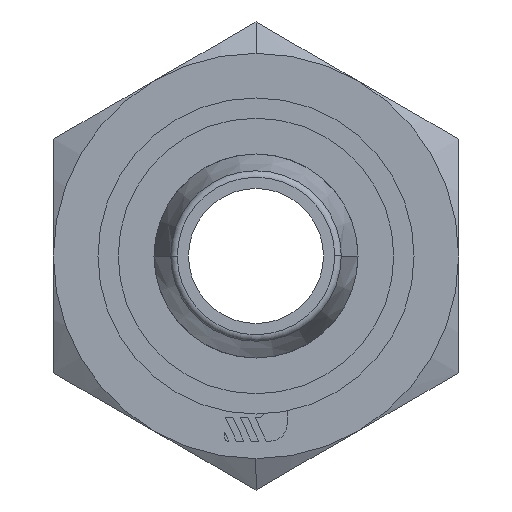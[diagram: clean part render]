
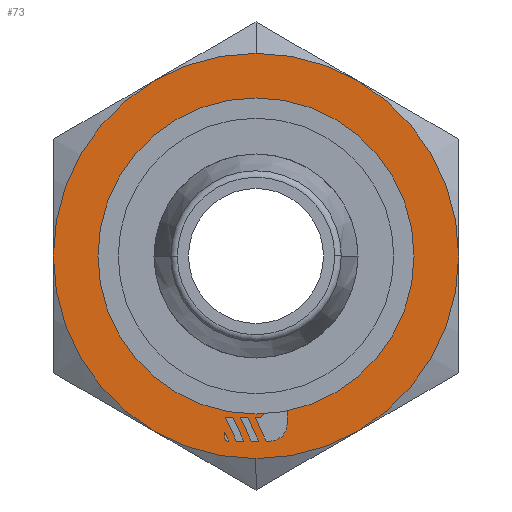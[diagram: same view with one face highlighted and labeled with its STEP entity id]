
A CAD part, front view. The second image highlights one B-rep face of the part: STEP entity #73.
In plain terms, the highlighted planar face has unit normal (0, -1, 0).
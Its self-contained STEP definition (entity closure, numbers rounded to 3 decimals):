
#73=ADVANCED_FACE('',(#228,#229,#230,#231,#232,#233),#234,.F.);
#228=FACE_OUTER_BOUND('',#491,.T.);
#229=FACE_BOUND('',#492,.T.);
#230=FACE_BOUND('',#493,.T.);
#231=FACE_BOUND('',#494,.T.);
#232=FACE_BOUND('',#495,.T.);
#233=FACE_BOUND('',#496,.T.);
#234=PLANE('',#497);
#491=EDGE_LOOP('',(#881,#882,#883,#884,#885,#886,#887,#888));
#492=EDGE_LOOP('',(#889,#890));
#493=EDGE_LOOP('',(#891,#892,#893,#894,#895,#896,#897,#898,#899,#900));
#494=EDGE_LOOP('',(#901,#902,#903,#904));
#495=EDGE_LOOP('',(#905,#906,#907,#908));
#496=EDGE_LOOP('',(#909,#910,#911,#912));
#497=AXIS2_PLACEMENT_3D('',#913,#914,#915);
#881=ORIENTED_EDGE('',*,*,#1696,.F.);
#882=ORIENTED_EDGE('',*,*,#1697,.F.);
#883=ORIENTED_EDGE('',*,*,#1698,.T.);
#884=ORIENTED_EDGE('',*,*,#1661,.T.);
#885=ORIENTED_EDGE('',*,*,#1699,.F.);
#886=ORIENTED_EDGE('',*,*,#1700,.F.);
#887=ORIENTED_EDGE('',*,*,#1663,.T.);
#888=ORIENTED_EDGE('',*,*,#1701,.T.);
#889=ORIENTED_EDGE('',*,*,#1702,.F.);
#890=ORIENTED_EDGE('',*,*,#1703,.F.);
#891=ORIENTED_EDGE('',*,*,#1704,.F.);
#892=ORIENTED_EDGE('',*,*,#1705,.F.);
#893=ORIENTED_EDGE('',*,*,#1706,.F.);
#894=ORIENTED_EDGE('',*,*,#1707,.F.);
#895=ORIENTED_EDGE('',*,*,#1708,.T.);
#896=ORIENTED_EDGE('',*,*,#1709,.F.);
#897=ORIENTED_EDGE('',*,*,#1710,.F.);
#898=ORIENTED_EDGE('',*,*,#1711,.F.);
#899=ORIENTED_EDGE('',*,*,#1712,.F.);
#900=ORIENTED_EDGE('',*,*,#1713,.F.);
#901=ORIENTED_EDGE('',*,*,#1714,.F.);
#902=ORIENTED_EDGE('',*,*,#1715,.F.);
#903=ORIENTED_EDGE('',*,*,#1716,.F.);
#904=ORIENTED_EDGE('',*,*,#1717,.F.);
#905=ORIENTED_EDGE('',*,*,#1718,.F.);
#906=ORIENTED_EDGE('',*,*,#1719,.F.);
#907=ORIENTED_EDGE('',*,*,#1720,.F.);
#908=ORIENTED_EDGE('',*,*,#1721,.F.);
#909=ORIENTED_EDGE('',*,*,#1722,.F.);
#910=ORIENTED_EDGE('',*,*,#1723,.F.);
#911=ORIENTED_EDGE('',*,*,#1724,.F.);
#912=ORIENTED_EDGE('',*,*,#1725,.F.);
#913=CARTESIAN_POINT('',(0.0,0.5,0.0));
#914=DIRECTION('',(0.0,1.0,0.0));
#915=DIRECTION('',(-1.0,0.0,0.0));
#1661=EDGE_CURVE('',#1980,#1982,#1984,.T.);
#1663=EDGE_CURVE('',#1988,#1985,#1989,.T.);
#1696=EDGE_CURVE('',#2044,#2045,#2046,.T.);
#1697=EDGE_CURVE('',#2047,#2044,#2048,.T.);
#1698=EDGE_CURVE('',#2047,#1980,#2049,.T.);
#1699=EDGE_CURVE('',#2050,#1982,#2051,.T.);
#1700=EDGE_CURVE('',#1988,#2050,#2052,.T.);
#1701=EDGE_CURVE('',#1985,#2045,#2053,.T.);
#1702=EDGE_CURVE('',#2054,#2055,#2056,.T.);
#1703=EDGE_CURVE('',#2055,#2054,#2057,.T.);
#1704=EDGE_CURVE('',#2058,#2059,#2060,.T.);
#1705=EDGE_CURVE('',#2061,#2058,#2062,.T.);
#1706=EDGE_CURVE('',#2063,#2061,#2064,.T.);
#1707=EDGE_CURVE('',#2065,#2063,#2066,.T.);
#1708=EDGE_CURVE('',#2065,#2067,#2068,.T.);
#1709=EDGE_CURVE('',#2069,#2067,#2070,.T.);
#1710=EDGE_CURVE('',#2071,#2069,#2072,.T.);
#1711=EDGE_CURVE('',#2073,#2071,#2074,.T.);
#1712=EDGE_CURVE('',#2075,#2073,#2076,.T.);
#1713=EDGE_CURVE('',#2059,#2075,#2077,.T.);
#1714=EDGE_CURVE('',#2078,#2079,#2080,.T.);
#1715=EDGE_CURVE('',#2081,#2078,#2082,.T.);
#1716=EDGE_CURVE('',#2083,#2081,#2084,.T.);
#1717=EDGE_CURVE('',#2079,#2083,#2085,.T.);
#1718=EDGE_CURVE('',#2086,#2087,#2088,.T.);
#1719=EDGE_CURVE('',#2089,#2086,#2090,.T.);
#1720=EDGE_CURVE('',#2091,#2089,#2092,.T.);
#1721=EDGE_CURVE('',#2087,#2091,#2093,.T.);
#1722=EDGE_CURVE('',#2094,#2095,#2096,.T.);
#1723=EDGE_CURVE('',#2097,#2094,#2098,.T.);
#1724=EDGE_CURVE('',#2099,#2097,#2100,.T.);
#1725=EDGE_CURVE('',#2095,#2099,#2101,.T.);
#1980=VERTEX_POINT('',#2438);
#1982=VERTEX_POINT('',#2441);
#1984=CIRCLE('',#2450,15.0);
#1985=VERTEX_POINT('',#2451);
#1988=VERTEX_POINT('',#2455);
#1989=CIRCLE('',#2456,15.0);
#2044=VERTEX_POINT('',#2526);
#2045=VERTEX_POINT('',#2527);
#2046=CIRCLE('',#2528,15.0);
#2047=VERTEX_POINT('',#2529);
#2048=CIRCLE('',#2530,15.0);
#2049=CIRCLE('',#2531,15.0);
#2050=VERTEX_POINT('',#2532);
#2051=CIRCLE('',#2533,15.0);
#2052=CIRCLE('',#2534,15.0);
#2053=CIRCLE('',#2535,15.0);
#2054=VERTEX_POINT('',#2536);
#2055=VERTEX_POINT('',#2537);
#2056=CIRCLE('',#2538,9.3);
#2057=CIRCLE('',#2539,9.3);
#2058=VERTEX_POINT('',#2540);
#2059=VERTEX_POINT('',#2541);
#2060=CIRCLE('',#2542,1.25);
#2061=VERTEX_POINT('',#2543);
#2062=LINE('',#2544,#2545);
#2063=VERTEX_POINT('',#2546);
#2064=LINE('',#2547,#2548);
#2065=VERTEX_POINT('',#2549);
#2066=LINE('',#2550,#2551);
#2067=VERTEX_POINT('',#2552);
#2068=CIRCLE('',#2553,0.3);
#2069=VERTEX_POINT('',#2554);
#2070=LINE('',#2555,#2556);
#2071=VERTEX_POINT('',#2557);
#2072=CIRCLE('',#2558,0.2);
#2073=VERTEX_POINT('',#2559);
#2074=LINE('',#2560,#2561);
#2075=VERTEX_POINT('',#2562);
#2076=CIRCLE('',#2563,0.2);
#2077=LINE('',#2564,#2565);
#2078=VERTEX_POINT('',#2566);
#2079=VERTEX_POINT('',#2567);
#2080=LINE('',#2568,#2569);
#2081=VERTEX_POINT('',#2570);
#2082=LINE('',#2571,#2572);
#2083=VERTEX_POINT('',#2573);
#2084=LINE('',#2574,#2575);
#2085=LINE('',#2576,#2577);
#2086=VERTEX_POINT('',#2578);
#2087=VERTEX_POINT('',#2579);
#2088=LINE('',#2580,#2581);
#2089=VERTEX_POINT('',#2582);
#2090=LINE('',#2583,#2584);
#2091=VERTEX_POINT('',#2585);
#2092=LINE('',#2586,#2587);
#2093=LINE('',#2588,#2589);
#2094=VERTEX_POINT('',#2590);
#2095=VERTEX_POINT('',#2591);
#2096=LINE('',#2592,#2593);
#2097=VERTEX_POINT('',#2594);
#2098=LINE('',#2595,#2596);
#2099=VERTEX_POINT('',#2597);
#2100=LINE('',#2598,#2599);
#2101=CIRCLE('',#2600,0.2);
#2438=CARTESIAN_POINT('',(0.,0.5,15.0));
#2441=CARTESIAN_POINT('',(-7.5,0.5,12.99));
#2450=AXIS2_PLACEMENT_3D('',#3174,#3175,#3176);
#2451=CARTESIAN_POINT('',(0.,0.5,-15.0));
#2455=CARTESIAN_POINT('',(-7.5,0.5,-12.99));
#2456=AXIS2_PLACEMENT_3D('',#3178,#3179,#3180);
#2526=CARTESIAN_POINT('',(15.0,0.5,0.));
#2527=CARTESIAN_POINT('',(7.5,0.5,-12.99));
#2528=AXIS2_PLACEMENT_3D('',#3258,#3259,#3260);
#2529=CARTESIAN_POINT('',(7.5,0.5,12.99));
#2530=AXIS2_PLACEMENT_3D('',#3261,#3262,#3263);
#2531=AXIS2_PLACEMENT_3D('',#3264,#3265,#3266);
#2532=CARTESIAN_POINT('',(-15.0,0.5,0.));
#2533=AXIS2_PLACEMENT_3D('',#3267,#3268,#3269);
#2534=AXIS2_PLACEMENT_3D('',#3270,#3271,#3272);
#2535=AXIS2_PLACEMENT_3D('',#3273,#3274,#3275);
#2536=CARTESIAN_POINT('',(0.0,0.5,9.3));
#2537=CARTESIAN_POINT('',(0.0,0.5,-9.3));
#2538=AXIS2_PLACEMENT_3D('',#3276,#3277,#3278);
#2539=AXIS2_PLACEMENT_3D('',#3279,#3280,#3281);
#2540=CARTESIAN_POINT('',(1.05,0.5,-13.7));
#2541=CARTESIAN_POINT('',(2.3,0.5,-12.45));
#2542=AXIS2_PLACEMENT_3D('',#3282,#3283,#3284);
#2543=CARTESIAN_POINT('',(0.752,0.5,-13.7));
#2544=CARTESIAN_POINT('',(0.752,0.5,-13.7));
#2545=VECTOR('',#3285,0.298);
#2546=CARTESIAN_POINT('',(-0.064,0.5,-11.95));
#2547=CARTESIAN_POINT('',(-0.064,0.5,-11.95));
#2548=VECTOR('',#3286,1.931);
#2549=CARTESIAN_POINT('',(0.25,0.5,-11.95));
#2550=CARTESIAN_POINT('',(0.25,0.5,-11.95));
#2551=VECTOR('',#3287,0.314);
#2552=CARTESIAN_POINT('',(0.55,0.5,-11.65));
#2553=AXIS2_PLACEMENT_3D('',#3288,#3289,#3290);
#2554=CARTESIAN_POINT('',(0.55,0.5,-10.7));
#2555=CARTESIAN_POINT('',(0.55,0.5,-10.7));
#2556=VECTOR('',#3291,0.95);
#2557=CARTESIAN_POINT('',(0.75,0.5,-10.5));
#2558=AXIS2_PLACEMENT_3D('',#3292,#3293,#3294);
#2559=CARTESIAN_POINT('',(2.1,0.5,-10.5));
#2560=CARTESIAN_POINT('',(2.1,0.5,-10.5));
#2561=VECTOR('',#3295,1.35);
#2562=CARTESIAN_POINT('',(2.3,0.5,-10.7));
#2563=AXIS2_PLACEMENT_3D('',#3296,#3297,#3298);
#2564=CARTESIAN_POINT('',(2.3,0.5,-12.45));
#2565=VECTOR('',#3299,1.75);
#2566=CARTESIAN_POINT('',(-0.348,0.5,-13.7));
#2567=CARTESIAN_POINT('',(0.2,0.5,-13.7));
#2568=CARTESIAN_POINT('',(-0.348,0.5,-13.7));
#2569=VECTOR('',#3300,0.548);
#2570=CARTESIAN_POINT('',(-1.164,0.5,-11.95));
#2571=CARTESIAN_POINT('',(-1.164,0.5,-11.95));
#2572=VECTOR('',#3301,1.931);
#2573=CARTESIAN_POINT('',(-0.616,0.5,-11.95));
#2574=CARTESIAN_POINT('',(-0.616,0.5,-11.95));
#2575=VECTOR('',#3302,0.548);
#2576=CARTESIAN_POINT('',(0.2,0.5,-13.7));
#2577=VECTOR('',#3303,1.931);
#2578=CARTESIAN_POINT('',(-1.448,0.5,-13.7));
#2579=CARTESIAN_POINT('',(-0.9,0.5,-13.7));
#2580=CARTESIAN_POINT('',(-1.448,0.5,-13.7));
#2581=VECTOR('',#3304,0.548);
#2582=CARTESIAN_POINT('',(-2.264,0.5,-11.95));
#2583=CARTESIAN_POINT('',(-2.264,0.5,-11.95));
#2584=VECTOR('',#3305,1.931);
#2585=CARTESIAN_POINT('',(-1.716,0.5,-11.95));
#2586=CARTESIAN_POINT('',(-1.716,0.5,-11.95));
#2587=VECTOR('',#3306,0.548);
#2588=CARTESIAN_POINT('',(-0.9,0.5,-13.7));
#2589=VECTOR('',#3307,1.931);
#2590=CARTESIAN_POINT('',(-2.3,0.5,-13.057));
#2591=CARTESIAN_POINT('',(-2.3,0.5,-13.5));
#2592=CARTESIAN_POINT('',(-2.3,0.5,-13.057));
#2593=VECTOR('',#3308,0.443);
#2594=CARTESIAN_POINT('',(-2.0,0.5,-13.7));
#2595=CARTESIAN_POINT('',(-2.0,0.5,-13.7));
#2596=VECTOR('',#3309,0.71);
#2597=CARTESIAN_POINT('',(-2.1,0.5,-13.7));
#2598=CARTESIAN_POINT('',(-2.1,0.5,-13.7));
#2599=VECTOR('',#3310,0.1);
#2600=AXIS2_PLACEMENT_3D('',#3311,#3312,#3313);
#3174=CARTESIAN_POINT('',(0.0,0.5,0.0));
#3175=DIRECTION('',(0.0,-1.0,0.0));
#3176=DIRECTION('',(0.5,0.0,0.866));
#3178=CARTESIAN_POINT('',(0.0,0.5,0.0));
#3179=DIRECTION('',(0.0,-1.0,-0.0));
#3180=DIRECTION('',(-0.5,0.0,-0.866));
#3258=CARTESIAN_POINT('',(0.0,0.5,0.0));
#3259=DIRECTION('',(-0.0,1.0,0.0));
#3260=DIRECTION('',(1.0,0.0,0.));
#3261=CARTESIAN_POINT('',(0.0,0.5,0.0));
#3262=DIRECTION('',(-0.0,1.0,0.0));
#3263=DIRECTION('',(0.5,0.0,0.866));
#3264=CARTESIAN_POINT('',(0.0,0.5,0.0));
#3265=DIRECTION('',(0.0,-1.0,0.0));
#3266=DIRECTION('',(0.5,0.0,0.866));
#3267=CARTESIAN_POINT('',(0.0,0.5,0.0));
#3268=DIRECTION('',(0.0,1.0,0.0));
#3269=DIRECTION('',(-1.0,0.0,0.));
#3270=CARTESIAN_POINT('',(0.0,0.5,0.0));
#3271=DIRECTION('',(0.0,1.0,0.0));
#3272=DIRECTION('',(-0.5,0.0,-0.866));
#3273=CARTESIAN_POINT('',(0.0,0.5,0.0));
#3274=DIRECTION('',(0.0,-1.0,-0.0));
#3275=DIRECTION('',(-0.5,0.0,-0.866));
#3276=CARTESIAN_POINT('',(0.0,0.5,0.0));
#3277=DIRECTION('',(0.0,-1.0,0.0));
#3278=DIRECTION('',(0.0,0.0,1.0));
#3279=CARTESIAN_POINT('',(0.0,0.5,0.0));
#3280=DIRECTION('',(0.0,-1.0,0.0));
#3281=DIRECTION('',(0.0,0.0,-1.0));
#3282=CARTESIAN_POINT('',(1.05,0.5,-12.45));
#3283=DIRECTION('',(0.0,-1.0,-0.0));
#3284=DIRECTION('',(0.,0.0,-1.0));
#3285=DIRECTION('',(1.0,0.0,0.0));
#3286=DIRECTION('',(0.423,0.0,-0.906));
#3287=DIRECTION('',(-1.0,0.0,0.0));
#3288=CARTESIAN_POINT('',(0.25,0.5,-11.65));
#3289=DIRECTION('',(0.0,-1.0,0.0));
#3290=DIRECTION('',(0.0,0.0,-1.0));
#3291=DIRECTION('',(0.0,0.0,-1.0));
#3292=CARTESIAN_POINT('',(0.75,0.5,-10.7));
#3293=DIRECTION('',(0.0,-1.0,0.0));
#3294=DIRECTION('',(0.,0.0,1.0));
#3295=DIRECTION('',(-1.0,0.0,0.0));
#3296=CARTESIAN_POINT('',(2.1,0.5,-10.7));
#3297=DIRECTION('',(0.0,-1.0,0.0));
#3298=DIRECTION('',(1.0,0.0,0.0));
#3299=DIRECTION('',(0.0,0.0,1.0));
#3300=DIRECTION('',(1.0,0.0,0.0));
#3301=DIRECTION('',(0.423,0.0,-0.906));
#3302=DIRECTION('',(-1.0,0.0,0.0));
#3303=DIRECTION('',(-0.423,0.0,0.906));
#3304=DIRECTION('',(1.0,0.0,0.0));
#3305=DIRECTION('',(0.423,0.0,-0.906));
#3306=DIRECTION('',(-1.0,0.0,0.0));
#3307=DIRECTION('',(-0.423,0.0,0.906));
#3308=DIRECTION('',(0.0,0.0,-1.0));
#3309=DIRECTION('',(-0.423,0.0,0.906));
#3310=DIRECTION('',(1.0,0.0,0.));
#3311=CARTESIAN_POINT('',(-2.1,0.5,-13.5));
#3312=DIRECTION('',(0.0,-1.0,0.0));
#3313=DIRECTION('',(-1.0,0.0,0.0));
